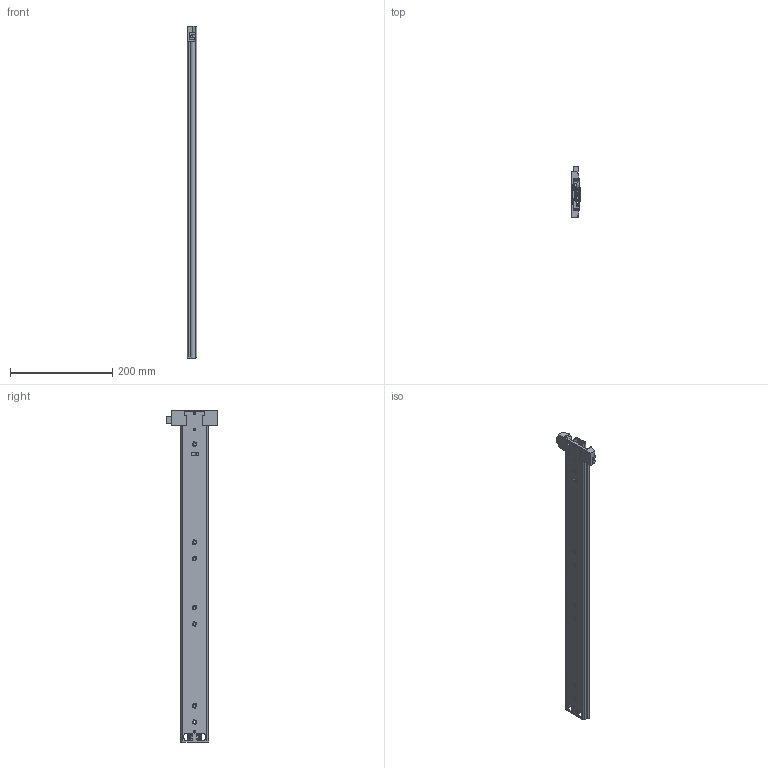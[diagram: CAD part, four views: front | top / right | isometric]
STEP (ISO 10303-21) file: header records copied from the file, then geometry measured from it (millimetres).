
FILE_DESCRIPTION (( 'STEP AP214' ), '1' );
FILE_NAME ('FR_5619.0650mm_26inch_closed_right.STEP', '2022-10-21T05:15:51', ( '' ), ( '' ), 'SwSTEP 2.0', 'SolidWorks 2020', '' );
FILE_SCHEMA (( 'AUTOMOTIVE_DESIGN' ));
Length unit declared in the file: millimetre
Products named in the file (20): FR5609 DETENT; FR5619 Middle Interlock Base; FR5619 INTERLOCK HOUSING; FR5619 Upper Interlock; 5619.XXX-03.T038_NL  650; 5619 RIVET; 5619 RIVET_Mid Interlock Rivet; 5619 Middle Interlock_Closed; FR 5619 Cabinet Interlock_Closed Right; FR_5619.0650mm_26inch_closed_right; 5619.XXX-02.T038_NL  650 CLOSED; FR5619 LATCH; 5619.XXX-01.T038_NL  650; 5619 Middle Bumper; 5619.XXX-01.T038_NL  650 CLOSED RIGHT; FR5619 Lower Interlock; 5619 Interlock Cam; 5619 RIVET_Drw Catch Rivet; 5619.XXX-02.T038_NL  600
Assembly tree (21 placements, depth 4):
  FR_5619.0650mm_26inch_closed_right
    5619.XXX-01.T038_NL  650 CLOSED RIGHT
      5619.XXX-01.T038_NL  650
      FR5609 DETENT
      FR 5619 Cabinet Interlock_Closed Right
        FR5619 INTERLOCK HOUSING
        FR5619 Lower Interlock
        FR5619 Upper Interlock
        5619 RIVET  x2
    5619.XXX-03.T038_NL  650
      5619.XXX-03.T038_NL  650
      FR5619 LATCH
      5619 RIVET_Drw Catch Rivet
    5619.XXX-02.T038_NL  650 CLOSED
      5619.XXX-02.T038_NL  600
      5619 Middle Interlock_Closed
        FR5619 Middle Interlock Base
        5619 Interlock Cam
        5619 RIVET_Mid Interlock Rivet
      5619 RIVET_Drw Catch Rivet
      5619 Middle Bumper
Bounding box: 19.1 x 100 x 650 mm (x, y, z)
Volume: 255750.7 mm3; surface area: 288176.1 mm2
Topology: 16 solids, 18 shells, 1110 faces, 2996 edges, 1913 vertices
Faces by surface type: cylinder 524, plane 454, cone 98, torus 28, bspline 6
Entity records: 36564 total; most frequent: CARTESIAN_POINT 8212, ORIENTED_EDGE 5852, DIRECTION 5838, EDGE_CURVE 2926, AXIS2_PLACEMENT_3D 2132, VERTEX_POINT 1881, LINE 1574, VECTOR 1574
